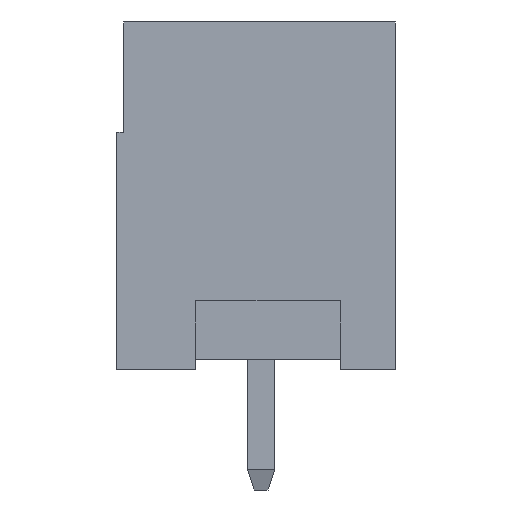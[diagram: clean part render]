
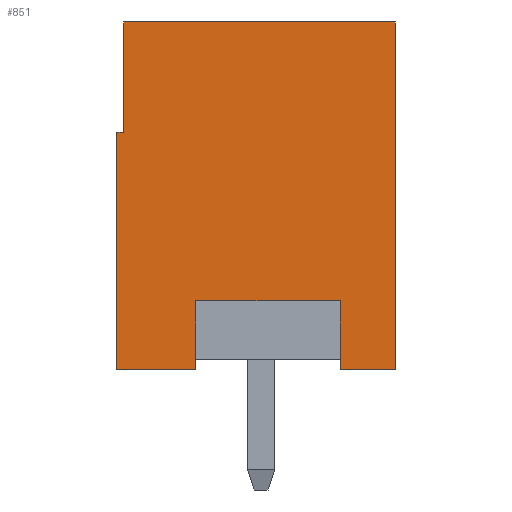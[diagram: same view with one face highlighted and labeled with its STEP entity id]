
A CAD part, left-side view. The second image highlights one B-rep face of the part: STEP entity #851.
In plain terms, the highlighted planar face has unit normal (-1, 0, 0).
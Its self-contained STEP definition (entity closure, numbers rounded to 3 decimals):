
#851 = ADVANCED_FACE( '', ( #1925 ), #1926, .T. );
#1925 = FACE_OUTER_BOUND( '', #3252, .T. );
#1926 = PLANE( '', #3253 );
#3252 = EDGE_LOOP( '', ( #5538, #5539, #5540, #5541, #5542, #5543, #5544, #5545, #5546, #5547 ) );
#3253 = AXIS2_PLACEMENT_3D( '', #5548, #5549, #5550 );
#5538 = ORIENTED_EDGE( '', *, *, #8610, .T. );
#5539 = ORIENTED_EDGE( '', *, *, #8930, .T. );
#5540 = ORIENTED_EDGE( '', *, *, #8915, .T. );
#5541 = ORIENTED_EDGE( '', *, *, #8931, .T. );
#5542 = ORIENTED_EDGE( '', *, *, #8910, .T. );
#5543 = ORIENTED_EDGE( '', *, *, #8932, .T. );
#5544 = ORIENTED_EDGE( '', *, *, #8550, .T. );
#5545 = ORIENTED_EDGE( '', *, *, #8933, .F. );
#5546 = ORIENTED_EDGE( '', *, *, #8934, .F. );
#5547 = ORIENTED_EDGE( '', *, *, #8935, .T. );
#5548 = CARTESIAN_POINT( '', ( -9.75, 0., 0. ) );
#5549 = DIRECTION( '', ( -1., 0., 0. ) );
#5550 = DIRECTION( '', ( 0., 0., 1. ) );
#8550 = EDGE_CURVE( '', #10463, #10460, #10464, .T. );
#8610 = EDGE_CURVE( '', #10571, #10568, #10572, .T. );
#8910 = EDGE_CURVE( '', #11042, #11043, #11044, .T. );
#8915 = EDGE_CURVE( '', #11051, #11052, #11053, .T. );
#8930 = EDGE_CURVE( '', #10568, #11051, #11076, .T. );
#8931 = EDGE_CURVE( '', #11052, #11042, #11077, .T. );
#8932 = EDGE_CURVE( '', #11043, #10463, #11078, .T. );
#8933 = EDGE_CURVE( '', #11079, #10460, #11080, .T. );
#8934 = EDGE_CURVE( '', #11081, #11079, #11082, .T. );
#8935 = EDGE_CURVE( '', #11081, #10571, #11083, .T. );
#10460 = VERTEX_POINT( '', #13153 );
#10463 = VERTEX_POINT( '', #13157 );
#10464 = LINE( '', #13158, #13159 );
#10568 = VERTEX_POINT( '', #13319 );
#10571 = VERTEX_POINT( '', #13323 );
#10572 = LINE( '', #13324, #13325 );
#11042 = VERTEX_POINT( '', #14028 );
#11043 = VERTEX_POINT( '', #14029 );
#11044 = LINE( '', #14030, #14031 );
#11051 = VERTEX_POINT( '', #14041 );
#11052 = VERTEX_POINT( '', #14042 );
#11053 = LINE( '', #14043, #14044 );
#11076 = LINE( '', #14078, #14079 );
#11077 = LINE( '', #14080, #14081 );
#11078 = LINE( '', #14082, #14083 );
#11079 = VERTEX_POINT( '', #14084 );
#11080 = LINE( '', #14085, #14086 );
#11081 = VERTEX_POINT( '', #14087 );
#11082 = LINE( '', #14088, #14089 );
#11083 = LINE( '', #14090, #14091 );
#13153 = CARTESIAN_POINT( '', ( -9.75, 3.85, 5.05 ) );
#13157 = CARTESIAN_POINT( '', ( -9.75, -4.05, 5.05 ) );
#13158 = CARTESIAN_POINT( '', ( -9.75, -4.05, 5.05 ) );
#13159 = VECTOR( '', #15905, 1000. );
#13319 = CARTESIAN_POINT( '', ( -9.75, 1.75, -5.05 ) );
#13323 = CARTESIAN_POINT( '', ( -9.75, 4.05, -5.05 ) );
#13324 = CARTESIAN_POINT( '', ( -9.75, 4.05, -5.05 ) );
#13325 = VECTOR( '', #15963, 1000. );
#14028 = CARTESIAN_POINT( '', ( -9.75, -2.45, -5.05 ) );
#14029 = CARTESIAN_POINT( '', ( -9.75, -4.05, -5.05 ) );
#14030 = CARTESIAN_POINT( '', ( -9.75, 4.05, -5.05 ) );
#14031 = VECTOR( '', #16206, 1000. );
#14041 = CARTESIAN_POINT( '', ( -9.75, 1.75, -3.05 ) );
#14042 = CARTESIAN_POINT( '', ( -9.75, -2.45, -3.05 ) );
#14043 = CARTESIAN_POINT( '', ( -9.75, 1.75, -3.05 ) );
#14044 = VECTOR( '', #16210, 1000. );
#14078 = CARTESIAN_POINT( '', ( -9.75, 1.75, -5.05 ) );
#14079 = VECTOR( '', #16222, 1000. );
#14080 = CARTESIAN_POINT( '', ( -9.75, -2.45, -3.05 ) );
#14081 = VECTOR( '', #16223, 1000. );
#14082 = CARTESIAN_POINT( '', ( -9.75, -4.05, -5.05 ) );
#14083 = VECTOR( '', #16224, 1000. );
#14084 = CARTESIAN_POINT( '', ( -9.75, 3.85, 1.85 ) );
#14085 = CARTESIAN_POINT( '', ( -9.75, 3.85, 0. ) );
#14086 = VECTOR( '', #16225, 1000. );
#14087 = CARTESIAN_POINT( '', ( -9.75, 4.05, 1.85 ) );
#14088 = CARTESIAN_POINT( '', ( -9.75, 0., 1.85 ) );
#14089 = VECTOR( '', #16226, 1000. );
#14090 = CARTESIAN_POINT( '', ( -9.75, 4.05, 5.05 ) );
#14091 = VECTOR( '', #16227, 1000. );
#15905 = DIRECTION( '', ( 0., 1., 0. ) );
#15963 = DIRECTION( '', ( 0., -1., 0. ) );
#16206 = DIRECTION( '', ( 0., -1., 0. ) );
#16210 = DIRECTION( '', ( 0., -1., 0. ) );
#16222 = DIRECTION( '', ( 0., 0., 1. ) );
#16223 = DIRECTION( '', ( 0., 0., -1. ) );
#16224 = DIRECTION( '', ( 0., 0., 1. ) );
#16225 = DIRECTION( '', ( 0., 0., 1. ) );
#16226 = DIRECTION( '', ( 0., -1., 0. ) );
#16227 = DIRECTION( '', ( 0., 0., -1. ) );
